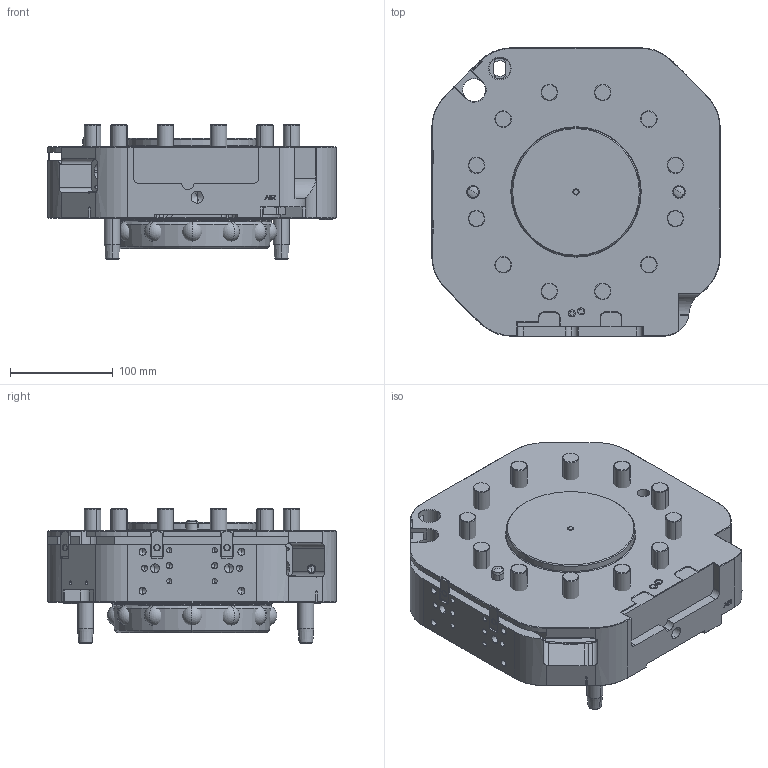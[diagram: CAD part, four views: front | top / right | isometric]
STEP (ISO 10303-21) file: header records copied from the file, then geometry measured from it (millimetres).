
FILE_DESCRIPTION (( 'STEP AP203' ), '1' );
FILE_NAME ('P6901A.STEP', '2020-12-17T11:32:56', ( '' ), ( '' ), 'SwSTEP 2.0', 'SolidWorks 2019', '' );
FILE_SCHEMA (( 'CONFIG_CONTROL_DESIGN' ));
Length unit declared in the file: millimetre
Products named in the file (1): P6901A
Bounding box: 280 x 280 x 130.9 mm (x, y, z)
Volume: 5487261.2 mm3; surface area: 598265.8 mm2
Topology: 56 solids, 57 shells, 1715 faces, 4179 edges, 2588 vertices
Faces by surface type: plane 690, cylinder 465, cone 353, bspline 108, torus 71, sphere 28
Entity records: 54411 total; most frequent: CARTESIAN_POINT 14839, DIRECTION 8262, ORIENTED_EDGE 8006, EDGE_CURVE 4003, AXIS2_PLACEMENT_3D 2981, VERTEX_POINT 2552, VECTOR 2300, LINE 2300
